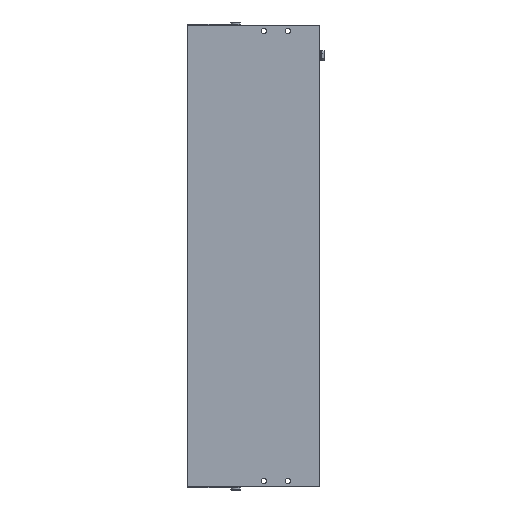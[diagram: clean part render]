
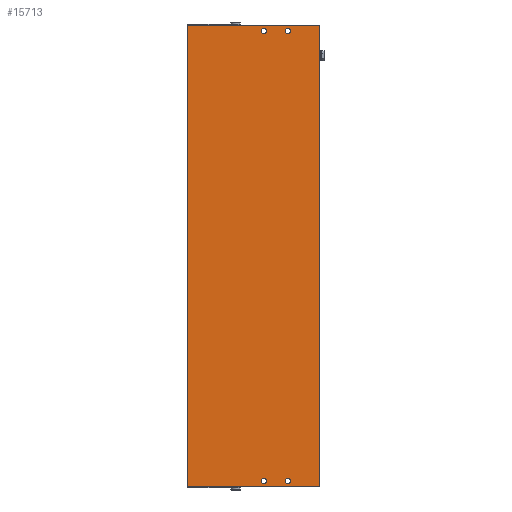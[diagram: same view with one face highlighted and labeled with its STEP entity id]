
A CAD part, front view. The second image highlights one B-rep face of the part: STEP entity #15713.
In plain terms, the highlighted planar face has unit normal (0, -1, 0).
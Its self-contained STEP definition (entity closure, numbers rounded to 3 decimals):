
#1249=CIRCLE('',#17605,2.25);
#1250=CIRCLE('',#17606,2.25);
#1251=CIRCLE('',#17607,2.25);
#1252=CIRCLE('',#17608,2.25);
#2558=ORIENTED_EDGE('',*,*,#6321,.T.);
#2559=ORIENTED_EDGE('',*,*,#6322,.T.);
#2560=ORIENTED_EDGE('',*,*,#6323,.T.);
#2561=ORIENTED_EDGE('',*,*,#6324,.T.);
#2562=ORIENTED_EDGE('',*,*,#6325,.T.);
#2563=ORIENTED_EDGE('',*,*,#6326,.F.);
#2564=ORIENTED_EDGE('',*,*,#6298,.F.);
#2565=ORIENTED_EDGE('',*,*,#5751,.T.);
#5751=EDGE_CURVE('',#7638,#7637,#9250,.T.);
#6298=EDGE_CURVE('',#7638,#8170,#9419,.T.);
#6321=EDGE_CURVE('',#8201,#8201,#1249,.T.);
#6322=EDGE_CURVE('',#8202,#8202,#1250,.T.);
#6323=EDGE_CURVE('',#8203,#8203,#1251,.T.);
#6324=EDGE_CURVE('',#8204,#8204,#1252,.T.);
#6325=EDGE_CURVE('',#7637,#8205,#9432,.T.);
#6326=EDGE_CURVE('',#8170,#8205,#9433,.T.);
#7637=VERTEX_POINT('',#24873);
#7638=VERTEX_POINT('',#24875);
#8170=VERTEX_POINT('',#25943);
#8201=VERTEX_POINT('',#26039);
#8202=VERTEX_POINT('',#26041);
#8203=VERTEX_POINT('',#26043);
#8204=VERTEX_POINT('',#26045);
#8205=VERTEX_POINT('',#26047);
#9250=LINE('',#24874,#9949);
#9419=LINE('',#25968,#10118);
#9432=LINE('',#26046,#10131);
#9433=LINE('',#26048,#10132);
#9949=VECTOR('',#19535,1000.);
#10118=VECTOR('',#20464,1000.);
#10131=VECTOR('',#20511,1000.);
#10132=VECTOR('',#20512,1000.);
#11016=EDGE_LOOP('',(#2558));
#11017=EDGE_LOOP('',(#2559));
#11018=EDGE_LOOP('',(#2560));
#11019=EDGE_LOOP('',(#2561));
#11020=EDGE_LOOP('',(#2562,#2563,#2564,#2565));
#13271=FACE_BOUND('',#11016,.T.);
#13272=FACE_BOUND('',#11017,.T.);
#13273=FACE_BOUND('',#11018,.T.);
#13274=FACE_BOUND('',#11019,.T.);
#13275=FACE_BOUND('',#11020,.T.);
#15206=PLANE('',#17604);
#15713=ADVANCED_FACE('',(#13271,#13272,#13273,#13274,#13275),#15206,.F.);
#17604=AXIS2_PLACEMENT_3D('',#26037,#20501,#20502);
#17605=AXIS2_PLACEMENT_3D('',#26038,#20503,#20504);
#17606=AXIS2_PLACEMENT_3D('',#26040,#20505,#20506);
#17607=AXIS2_PLACEMENT_3D('',#26042,#20507,#20508);
#17608=AXIS2_PLACEMENT_3D('',#26044,#20509,#20510);
#19535=DIRECTION('',(0.,0.,-1.));
#20464=DIRECTION('',(1.,0.,0.));
#20501=DIRECTION('',(0.,1.,0.));
#20502=DIRECTION('',(0.,0.,1.));
#20503=DIRECTION('',(0.,1.,0.));
#20504=DIRECTION('',(0.,0.,1.));
#20505=DIRECTION('',(0.,1.,0.));
#20506=DIRECTION('',(0.,0.,1.));
#20507=DIRECTION('',(0.,1.,0.));
#20508=DIRECTION('',(0.,0.,1.));
#20509=DIRECTION('',(0.,1.,0.));
#20510=DIRECTION('',(0.,0.,1.));
#20511=DIRECTION('',(1.,0.,0.));
#20512=DIRECTION('',(0.,0.,-1.));
#24873=CARTESIAN_POINT('',(0.,-33.8,0.));
#24874=CARTESIAN_POINT('',(0.,-33.8,384.));
#24875=CARTESIAN_POINT('',(0.,-33.8,384.));
#25943=CARTESIAN_POINT('',(110.,-33.8,384.));
#25968=CARTESIAN_POINT('',(0.,-33.8,384.));
#26037=CARTESIAN_POINT('',(0.,-33.8,384.));
#26038=CARTESIAN_POINT('',(46.5,-33.8,5.));
#26039=CARTESIAN_POINT('',(46.5,-33.8,7.25));
#26040=CARTESIAN_POINT('',(26.5,-33.8,379.));
#26041=CARTESIAN_POINT('',(26.5,-33.8,381.25));
#26042=CARTESIAN_POINT('',(46.5,-33.8,379.));
#26043=CARTESIAN_POINT('',(46.5,-33.8,381.25));
#26044=CARTESIAN_POINT('',(26.5,-33.8,5.));
#26045=CARTESIAN_POINT('',(26.5,-33.8,7.25));
#26046=CARTESIAN_POINT('',(0.,-33.8,0.));
#26047=CARTESIAN_POINT('',(110.,-33.8,0.));
#26048=CARTESIAN_POINT('',(110.,-33.8,384.));
